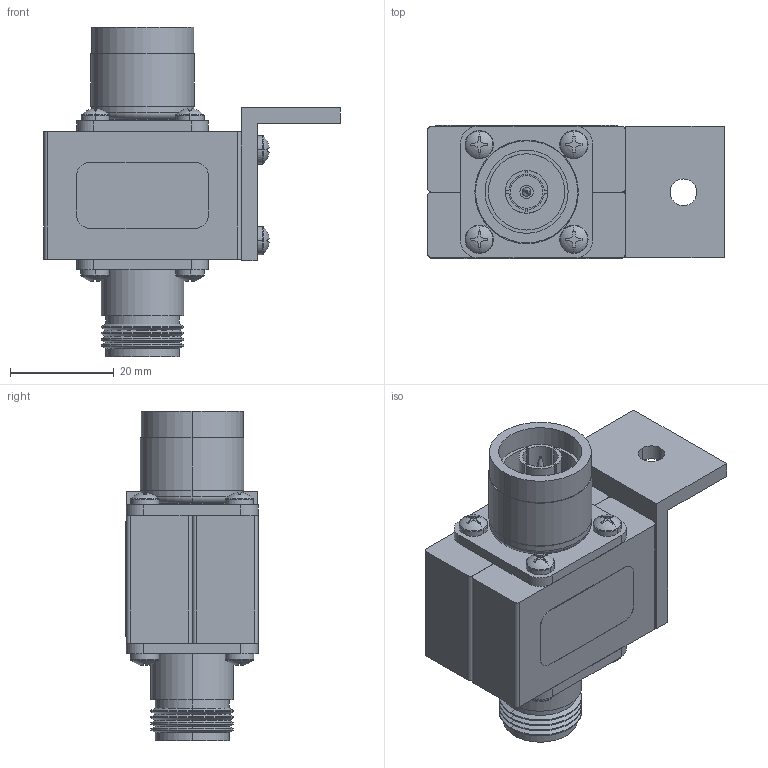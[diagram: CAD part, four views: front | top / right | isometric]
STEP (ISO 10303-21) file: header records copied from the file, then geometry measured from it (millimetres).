
FILE_DESCRIPTION (( 'STEP AP214' ), '1' );
FILE_NAME ('IS-NEMP-C1-ME.STEP', '2019-07-30T21:33:56', ( '' ), ( '' ), 'SwSTEP 2.0', 'SolidWorks 2019', '' );
FILE_SCHEMA (( 'AUTOMOTIVE_DESIGN' ));
Length unit declared in the file: inch
Products named in the file (10): 2012-6100-02; 5100-0002; 5210-0002; 1081-0251-05; 2011-6100-01; 2003-1052; IS-NEMP-C1-ME; 7020-0165; 2012-6100; 5330-001
Assembly tree (20 placements, depth 3):
  IS-NEMP-C1-ME
    5330-001
    1081-0251-05  x12
    5100-0002
    5210-0002
    7020-0165
    2011-6100-01
    2012-6100-02
      2012-6100
    2003-1052
Bounding box: 57.15 x 25.61 x 63.5 mm (x, y, z)
Volume: 31094.3 mm3; surface area: 21905.5 mm2
Topology: 19 solids, 19 shells, 2612 faces, 6319 edges, 3861 vertices
Faces by surface type: plane 968, cone 646, cylinder 596, bspline 344, torus 56, sphere 2
Entity records: 75227 total; most frequent: CARTESIAN_POINT 27417, ORIENTED_EDGE 7530, DIRECTION 5831, EDGE_CURVE 3765, VECTOR 2515, LINE 2515, VERTEX_POINT 2464, AXIS2_PLACEMENT_3D 1658
